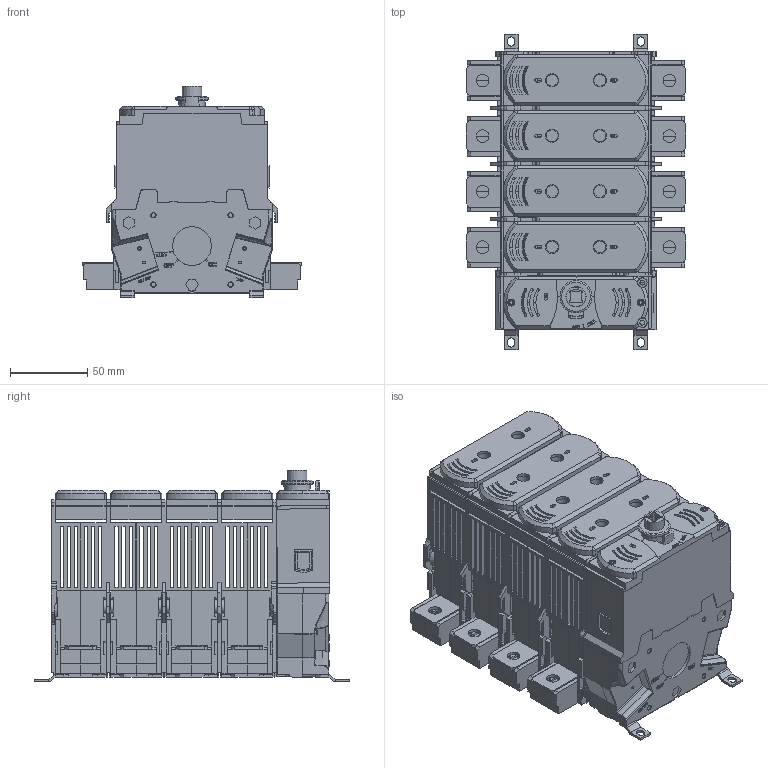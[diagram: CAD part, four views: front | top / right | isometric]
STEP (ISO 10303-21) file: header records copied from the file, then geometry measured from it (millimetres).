
FILE_DESCRIPTION(/* description */ (''),/* implementation_level */ '2;1');
FILE_NAME(/* name */ '3d_GEF0125FT4.stp',/* time_stamp */ '2024-10-03T11:10:32+02:00',/* author */ (''),/* organization */ (''),/* preprocessor_version */ 'ST-DEVELOPER v16.7',/* originating_system */ 'SIEMENS PLM Software NX 12.0',/* authorisation */ '');
FILE_SCHEMA (('AUTOMOTIVE_DESIGN { 1 0 10303 214 3 1 1 1 }'));
Products named in the file (1): RuggBAC09C49rmu1
Bounding box: 142 x 204.13 x 137.23 mm (x, y, z)
Surface area: 284459.8 mm2 (no closed solid volume)
Topology: 0 solids, 18 shells, 2326 faces, 8532 edges, 5943 vertices
Faces by surface type: plane 1741, cylinder 374, cone 121, bspline 86, sphere 2, torus 2
Full cylindrical faces by diameter (mm): 1.5 x2, 2.25 x2, 2.9 x18, 2.975 x4, 3.7 x4, 4.2 x1, 5.4 x8, 8.2 x8, 8.443 x8, 9 x12, 10.7 x2, 13.014 x1, 15.2 x1, 20.8 x1, 25.2 x1
Entity records: 91642 total; most frequent: CARTESIAN_POINT 21320, DIRECTION 13740, ORIENTED_EDGE 13676, EDGE_CURVE 8329, LINE 6660, VECTOR 6660, VERTEX_POINT 5880, AXIS2_PLACEMENT_3D 3540
